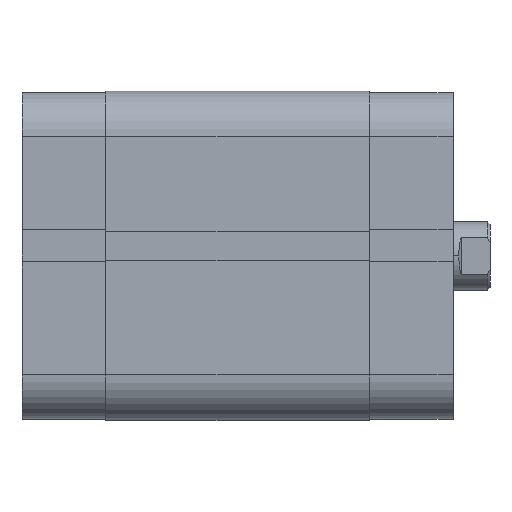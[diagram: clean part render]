
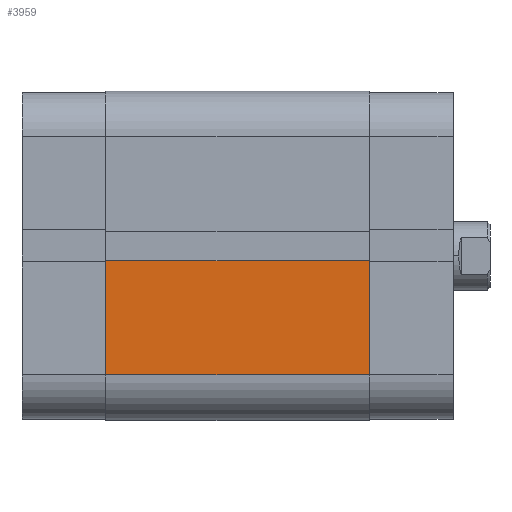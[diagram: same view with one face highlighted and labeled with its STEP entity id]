
A CAD part, top view. The second image highlights one B-rep face of the part: STEP entity #3959.
In plain terms, the highlighted face is planar.
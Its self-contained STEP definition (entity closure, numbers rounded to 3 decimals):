
#217 = EDGE_LOOP ( 'NONE', ( #3019, #2999, #3022, #3030 ) ) ;
#753 = EDGE_CURVE ( 'NONE', #3740, #3738, #6570, .T. ) ;
#757 = EDGE_CURVE ( 'NONE', #3738, #3737, #6567, .T. ) ;
#760 = EDGE_CURVE ( 'NONE', #3740, #3739, #6577, .T. ) ;
#761 = EDGE_CURVE ( 'NONE', #3739, #3737, #6573, .T. ) ;
#1027 = AXIS2_PLACEMENT_3D ( 'NONE', #2335, #2338, #2339 ) ;
#1441 = FACE_OUTER_BOUND ( 'NONE', #217, .T. ) ;
#1963 = CARTESIAN_POINT ( 'NONE',  ( 29., 0.85, 0. ) ) ;
#1964 = CARTESIAN_POINT ( 'NONE',  ( 29., 0.85, 46.5 ) ) ;
#1965 = CARTESIAN_POINT ( 'NONE',  ( 29., 21., 0. ) ) ;
#1966 = CARTESIAN_POINT ( 'NONE',  ( 29., 21., 46.5 ) ) ;
#2335 = CARTESIAN_POINT ( 'NONE',  ( 29., -63.941, 46.5 ) ) ;
#2336 = PLANE ( 'NONE',  #1027 ) ;
#2338 = DIRECTION ( 'NONE',  ( 1., 0., 0. ) ) ;
#2339 = DIRECTION ( 'NONE',  ( 0., 1., 0. ) ) ;
#2999 = ORIENTED_EDGE ( 'NONE', *, *, #760, .F. ) ;
#3019 = ORIENTED_EDGE ( 'NONE', *, *, #761, .F. ) ;
#3022 = ORIENTED_EDGE ( 'NONE', *, *, #753, .T. ) ;
#3030 = ORIENTED_EDGE ( 'NONE', *, *, #757, .T. ) ;
#3737 = VERTEX_POINT ( 'NONE', #1963 ) ;
#3738 = VERTEX_POINT ( 'NONE', #1964 ) ;
#3739 = VERTEX_POINT ( 'NONE', #1965 ) ;
#3740 = VERTEX_POINT ( 'NONE', #1966 ) ;
#3959 = ADVANCED_FACE ( 'NONE', ( #1441 ), #2336, .T. ) ;
#5046 = CARTESIAN_POINT ( 'NONE',  ( 29., 21., 46.5 ) ) ;
#5047 = CARTESIAN_POINT ( 'NONE',  ( 29., -63.941, 46.5 ) ) ;
#5048 = DIRECTION ( 'NONE',  ( 0., -1., 0. ) ) ;
#5055 = CARTESIAN_POINT ( 'NONE',  ( 29., 0.85, 46.5 ) ) ;
#5056 = DIRECTION ( 'NONE',  ( 0., 0., -1. ) ) ;
#5061 = CARTESIAN_POINT ( 'NONE',  ( 29., -63.941, 0. ) ) ;
#5063 = DIRECTION ( 'NONE',  ( 0., 0., -1. ) ) ;
#5065 = DIRECTION ( 'NONE',  ( 0., -1., 0. ) ) ;
#6561 = VECTOR ( 'NONE', #5056, 1000. ) ;
#6567 = LINE ( 'NONE', #5055, #6561 ) ;
#6570 = LINE ( 'NONE', #5047, #6571 ) ;
#6571 = VECTOR ( 'NONE', #5048, 1000. ) ;
#6573 = LINE ( 'NONE', #5061, #6585 ) ;
#6577 = LINE ( 'NONE', #5046, #6583 ) ;
#6583 = VECTOR ( 'NONE', #5063, 1000. ) ;
#6585 = VECTOR ( 'NONE', #5065, 1000. ) ;
